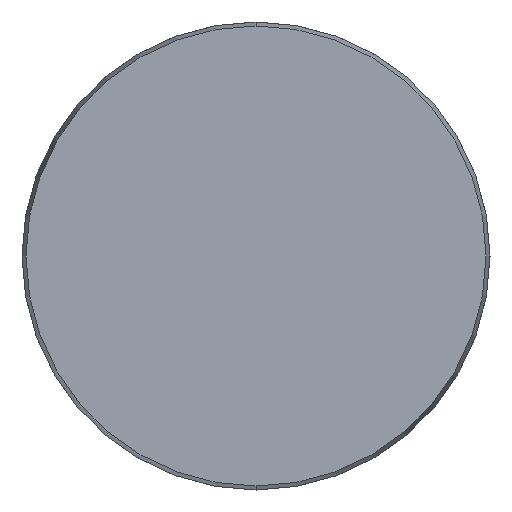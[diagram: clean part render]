
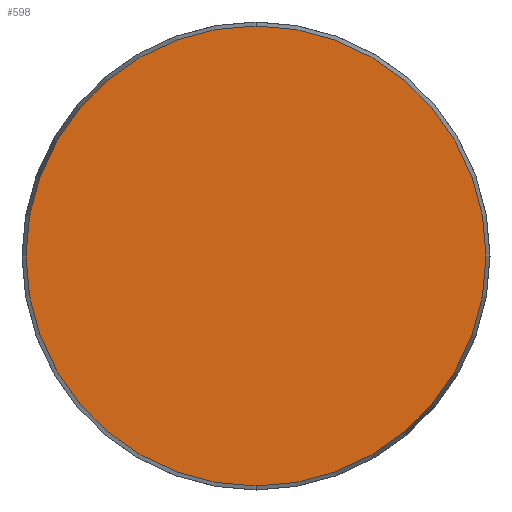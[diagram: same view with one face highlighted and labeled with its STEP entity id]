
A CAD part, front view. The second image highlights one B-rep face of the part: STEP entity #598.
In plain terms, the highlighted planar face has unit normal (0, -1, 0).
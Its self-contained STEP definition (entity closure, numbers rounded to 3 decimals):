
#110 = DIRECTION ( 'NONE',  ( 0., 0., 1. ) ) ;
#114 = DIRECTION ( 'NONE',  ( 0., 1., 0. ) ) ;
#126 = ORIENTED_EDGE ( 'NONE', *, *, #984, .T. ) ;
#129 = DIRECTION ( 'NONE',  ( 0., 0., -1. ) ) ;
#198 = PLANE ( 'NONE',  #614 ) ;
#213 = DIRECTION ( 'NONE',  ( 0., -1., 0. ) ) ;
#223 = VERTEX_POINT ( 'NONE', #701 ) ;
#317 = DIRECTION ( 'NONE',  ( 0., 0., -1. ) ) ;
#559 = CARTESIAN_POINT ( 'NONE',  ( -49.143, 0., 0. ) ) ;
#598 = ADVANCED_FACE ( 'NONE', ( #1127 ), #198, .F. ) ;
#614 = AXIS2_PLACEMENT_3D ( 'NONE', #559, #114, #110 ) ;
#635 = AXIS2_PLACEMENT_3D ( 'NONE', #671, #957, #317 ) ;
#659 = AXIS2_PLACEMENT_3D ( 'NONE', #764, #213, #129 ) ;
#671 = CARTESIAN_POINT ( 'NONE',  ( 0., 0., 0. ) ) ;
#701 = CARTESIAN_POINT ( 'NONE',  ( 0., 0., 49.143 ) ) ;
#764 = CARTESIAN_POINT ( 'NONE',  ( 0., 0., 0. ) ) ;
#889 = CIRCLE ( 'NONE', #635, 49.143 ) ;
#952 = EDGE_LOOP ( 'NONE', ( #126, #1141 ) ) ;
#957 = DIRECTION ( 'NONE',  ( 0., -1., 0. ) ) ;
#984 = EDGE_CURVE ( 'NONE', #223, #1155, #889, .T. ) ;
#1036 = EDGE_CURVE ( 'NONE', #1155, #223, #1178, .T. ) ;
#1127 = FACE_OUTER_BOUND ( 'NONE', #952, .T. ) ;
#1141 = ORIENTED_EDGE ( 'NONE', *, *, #1036, .T. ) ;
#1155 = VERTEX_POINT ( 'NONE', #1168 ) ;
#1168 = CARTESIAN_POINT ( 'NONE',  ( 0., 0., -49.143 ) ) ;
#1178 = CIRCLE ( 'NONE', #659, 49.143 ) ;
